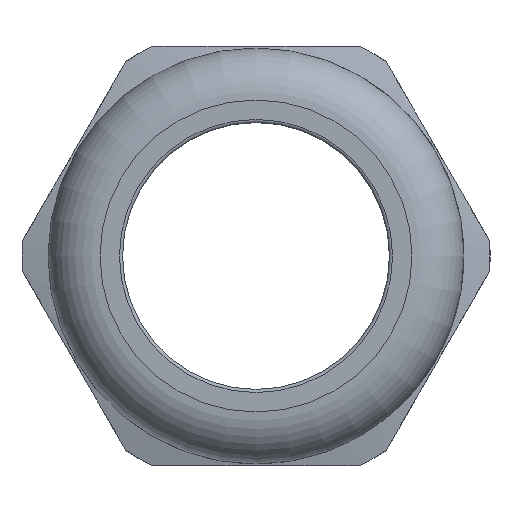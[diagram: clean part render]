
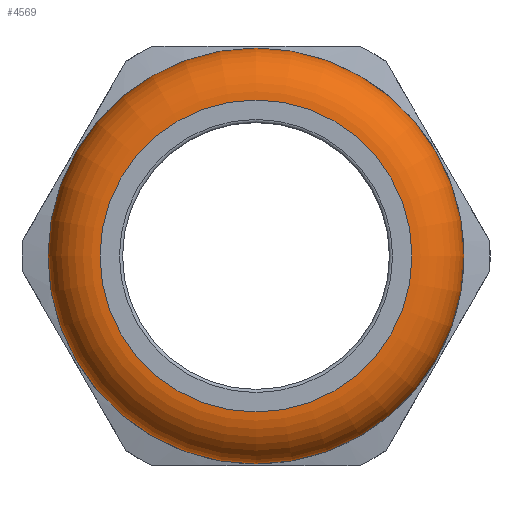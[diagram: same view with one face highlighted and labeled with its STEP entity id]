
A CAD part, left-side view. The second image highlights one B-rep face of the part: STEP entity #4569.
In plain terms, the highlighted toroidal (fillet/blend) face has major radius 14.865 mm and minor radius 4.95 mm.
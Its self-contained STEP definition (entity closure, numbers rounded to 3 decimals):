
#1022=FACE_BOUND('',#1378,.T.);
#1091=FACE_OUTER_BOUND('',#1377,.T.);
#1377=EDGE_LOOP('',(#3244));
#1378=EDGE_LOOP('',(#3245));
#1671=CIRCLE('',#4874,14.865);
#1687=CIRCLE('',#4910,19.815);
#1963=VERTEX_POINT('',#6906);
#1999=VERTEX_POINT('',#8912);
#2436=EDGE_CURVE('',#1963,#1963,#1671,.T.);
#2489=EDGE_CURVE('',#1999,#1999,#1687,.T.);
#3244=ORIENTED_EDGE('',*,*,#2489,.F.);
#3245=ORIENTED_EDGE('',*,*,#2436,.T.);
#4515=TOROIDAL_SURFACE('',#4909,14.865,4.95);
#4569=ADVANCED_FACE('',(#1091,#1022),#4515,.T.);
#4874=AXIS2_PLACEMENT_3D('',#6907,#5464,#5465);
#4909=AXIS2_PLACEMENT_3D('',#8911,#5549,#5550);
#4910=AXIS2_PLACEMENT_3D('',#8913,#5551,#5552);
#5464=DIRECTION('center_axis',(1.,0.,0.));
#5465=DIRECTION('ref_axis',(0.,0.,-1.));
#5549=DIRECTION('center_axis',(1.,0.,0.));
#5550=DIRECTION('ref_axis',(0.,0.,-1.));
#5551=DIRECTION('center_axis',(1.,0.,0.));
#5552=DIRECTION('ref_axis',(0.,0.,-1.));
#6906=CARTESIAN_POINT('',(-24.22,14.865,0.));
#6907=CARTESIAN_POINT('Origin',(-24.22,0.,0.));
#8911=CARTESIAN_POINT('Origin',(-19.27,0.,0.));
#8912=CARTESIAN_POINT('',(-19.27,19.815,0.));
#8913=CARTESIAN_POINT('Origin',(-19.27,0.,0.));
